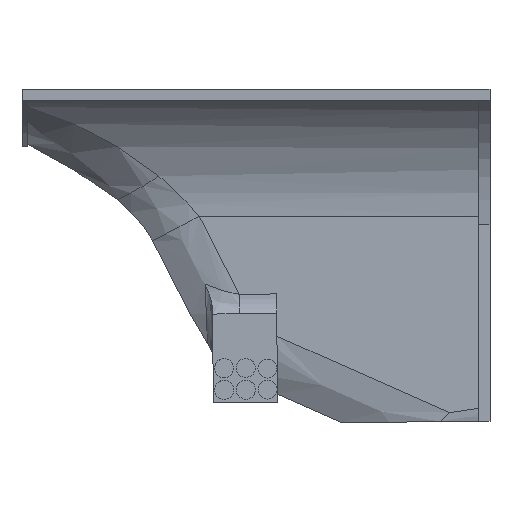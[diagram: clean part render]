
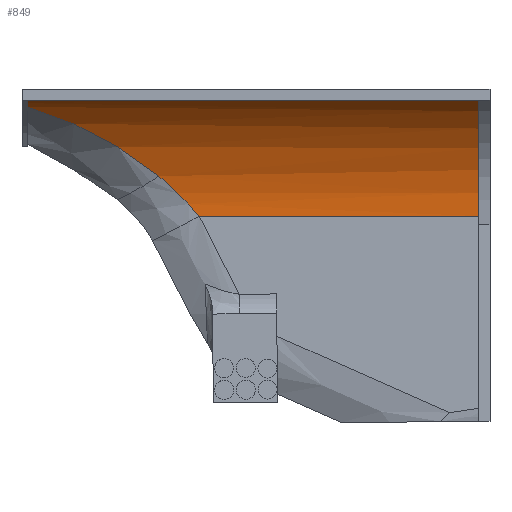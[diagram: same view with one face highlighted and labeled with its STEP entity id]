
A CAD part, left-side view. The second image highlights one B-rep face of the part: STEP entity #849.
In plain terms, the highlighted cylindrical face has radius 77 mm (diameter 154 mm), a partial arc.
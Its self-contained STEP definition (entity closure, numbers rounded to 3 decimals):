
#65=B_SPLINE_CURVE_WITH_KNOTS('',3,(#1152,#1153,#1154,#1155,#1156,#1157,
#1158),.UNSPECIFIED.,.F.,.F.,(4,1,1,1,4),(0.023,0.044,
0.064,0.085,0.105),.UNSPECIFIED.);
#66=B_SPLINE_CURVE_WITH_KNOTS('',3,(#1160,#1161,#1162,#1163,#1164,#1165,
#1166,#1167,#1168,#1169,#1170,#1171,#1172,#1173,#1174,#1175,#1176,#1177,
#1178),.UNSPECIFIED.,.F.,.F.,(4,1,1,1,1,1,1,1,1,1,1,1,1,1,1,1,4),(0.,0.125,
0.188,0.219,0.25,0.281,0.313,0.375,0.438,0.469,0.5,0.531,0.563,
0.625,0.75,0.875,1.),.UNSPECIFIED.);
#118=CIRCLE('',#917,77.);
#119=CIRCLE('',#918,77.);
#138=ORIENTED_EDGE('',*,*,#390,.F.);
#139=ORIENTED_EDGE('',*,*,#391,.F.);
#140=ORIENTED_EDGE('',*,*,#392,.T.);
#141=ORIENTED_EDGE('',*,*,#393,.F.);
#142=ORIENTED_EDGE('',*,*,#394,.F.);
#143=ORIENTED_EDGE('',*,*,#395,.F.);
#390=EDGE_CURVE('',#516,#517,#602,.T.);
#391=EDGE_CURVE('',#518,#516,#118,.F.);
#392=EDGE_CURVE('',#518,#519,#65,.T.);
#393=EDGE_CURVE('',#520,#519,#66,.F.);
#394=EDGE_CURVE('',#521,#520,#603,.T.);
#395=EDGE_CURVE('',#517,#521,#119,.F.);
#516=VERTEX_POINT('',#1148);
#517=VERTEX_POINT('',#1149);
#518=VERTEX_POINT('',#1151);
#519=VERTEX_POINT('',#1159);
#520=VERTEX_POINT('',#1179);
#521=VERTEX_POINT('',#1181);
#602=LINE('',#1147,#655);
#603=LINE('',#1180,#656);
#655=VECTOR('',#978,1000.);
#656=VECTOR('',#981,1000.);
#708=EDGE_LOOP('',(#138,#139,#140,#141,#142,#143));
#774=FACE_BOUND('',#708,.T.);
#840=CYLINDRICAL_SURFACE('',#916,77.);
#849=ADVANCED_FACE('',(#774),#840,.F.);
#916=AXIS2_PLACEMENT_3D('',#1146,#976,#977);
#917=AXIS2_PLACEMENT_3D('',#1150,#979,#980);
#918=AXIS2_PLACEMENT_3D('',#1182,#982,#983);
#976=DIRECTION('',(0.,-1.,0.));
#977=DIRECTION('',(0.,0.,-1.));
#978=DIRECTION('',(0.,-1.,0.));
#979=DIRECTION('',(0.,1.,0.));
#980=DIRECTION('',(0.,0.,1.));
#981=DIRECTION('',(0.,1.,0.));
#982=DIRECTION('',(0.,-1.,0.));
#983=DIRECTION('',(0.,0.,-1.));
#1146=CARTESIAN_POINT('',(145.,584.129,215.673));
#1147=CARTESIAN_POINT('',(188.548,584.129,279.175));
#1148=CARTESIAN_POINT('',(188.548,724.84,279.175));
#1149=CARTESIAN_POINT('',(188.548,485.84,279.175));
#1150=CARTESIAN_POINT('',(145.,724.84,215.673));
#1151=CARTESIAN_POINT('',(195.873,724.84,273.473));
#1152=CARTESIAN_POINT('',(195.873,724.84,273.473));
#1153=CARTESIAN_POINT('',(197.979,718.583,271.62));
#1154=CARTESIAN_POINT('',(202.372,706.314,267.342));
#1155=CARTESIAN_POINT('',(208.853,688.382,259.165));
#1156=CARTESIAN_POINT('',(214.661,671.346,249.224));
#1157=CARTESIAN_POINT('',(217.793,660.518,241.181));
#1158=CARTESIAN_POINT('',(219.038,655.295,236.822));
#1159=CARTESIAN_POINT('',(219.038,655.295,236.822));
#1160=CARTESIAN_POINT('',(219.038,655.295,236.822));
#1161=CARTESIAN_POINT('',(219.261,654.361,236.043));
#1162=CARTESIAN_POINT('',(219.585,652.955,234.84));
#1163=CARTESIAN_POINT('',(219.941,651.3,233.371));
#1164=CARTESIAN_POINT('',(220.135,650.359,232.52));
#1165=CARTESIAN_POINT('',(220.281,649.631,231.855));
#1166=CARTESIAN_POINT('',(220.409,648.978,231.251));
#1167=CARTESIAN_POINT('',(220.579,648.076,230.408));
#1168=CARTESIAN_POINT('',(220.781,646.952,229.343));
#1169=CARTESIAN_POINT('',(220.97,645.811,228.239));
#1170=CARTESIAN_POINT('',(221.111,644.905,227.35));
#1171=CARTESIAN_POINT('',(221.216,644.19,226.642));
#1172=CARTESIAN_POINT('',(221.299,643.595,226.047));
#1173=CARTESIAN_POINT('',(221.41,642.754,225.2));
#1174=CARTESIAN_POINT('',(221.588,641.288,223.706));
#1175=CARTESIAN_POINT('',(221.798,639.142,221.472));
#1176=CARTESIAN_POINT('',(221.96,636.508,218.653));
#1177=CARTESIAN_POINT('',(222.,634.708,216.681));
#1178=CARTESIAN_POINT('',(222.,633.797,215.673));
#1179=CARTESIAN_POINT('',(222.,633.797,215.673));
#1180=CARTESIAN_POINT('',(222.,858.122,215.673));
#1181=CARTESIAN_POINT('',(222.,485.84,215.673));
#1182=CARTESIAN_POINT('',(145.,485.84,215.673));
